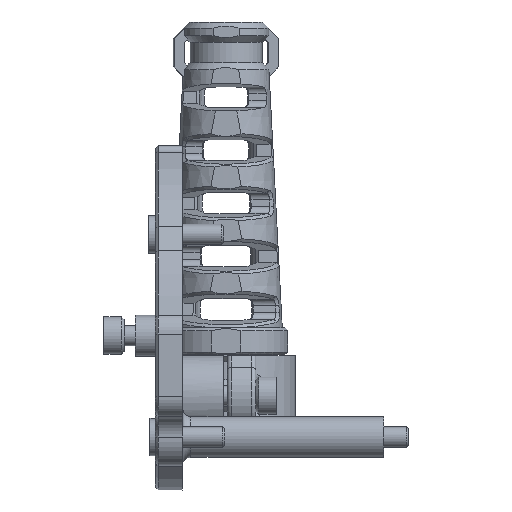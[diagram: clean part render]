
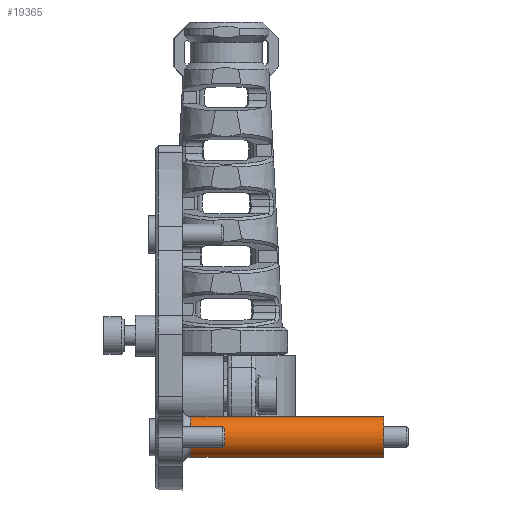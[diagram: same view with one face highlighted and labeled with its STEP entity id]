
A CAD part, left-side view. The second image highlights one B-rep face of the part: STEP entity #19365.
In plain terms, the highlighted cylindrical face has radius 3 mm (diameter 6 mm), a partial arc.
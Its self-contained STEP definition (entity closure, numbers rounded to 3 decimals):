
#1973=CYLINDRICAL_SURFACE('',#20971,3.);
#2836=FACE_OUTER_BOUND('',#4008,.T.);
#4008=EDGE_LOOP('',(#14703,#14704,#14705,#14706));
#5229=LINE('',#33710,#6358);
#5230=LINE('',#33713,#6359);
#6358=VECTOR('',#23725,10.);
#6359=VECTOR('',#23728,10.);
#7381=CIRCLE('',#20972,3.);
#7382=CIRCLE('',#20973,3.);
#8319=VERTEX_POINT('',#33706);
#8320=VERTEX_POINT('',#33707);
#8321=VERTEX_POINT('',#33709);
#8322=VERTEX_POINT('',#33711);
#10664=EDGE_CURVE('',#8319,#8320,#7381,.T.);
#10665=EDGE_CURVE('',#8321,#8319,#5229,.T.);
#10666=EDGE_CURVE('',#8322,#8321,#7382,.T.);
#10667=EDGE_CURVE('',#8320,#8322,#5230,.T.);
#14703=ORIENTED_EDGE('',*,*,#10664,.F.);
#14704=ORIENTED_EDGE('',*,*,#10665,.F.);
#14705=ORIENTED_EDGE('',*,*,#10666,.F.);
#14706=ORIENTED_EDGE('',*,*,#10667,.F.);
#19365=ADVANCED_FACE('',(#2836),#1973,.T.);
#20971=AXIS2_PLACEMENT_3D('',#33705,#23721,#23722);
#20972=AXIS2_PLACEMENT_3D('',#33708,#23723,#23724);
#20973=AXIS2_PLACEMENT_3D('',#33712,#23726,#23727);
#23721=DIRECTION('center_axis',(0.,-1.,0.));
#23722=DIRECTION('ref_axis',(-1.,0.,0.));
#23723=DIRECTION('center_axis',(0.,1.,0.));
#23724=DIRECTION('ref_axis',(-0.707,0.,-0.707));
#23725=DIRECTION('',(0.,1.,0.));
#23726=DIRECTION('center_axis',(0.,-1.,
0.));
#23727=DIRECTION('ref_axis',(0.,0.,-1.));
#23728=DIRECTION('',(0.,-1.,0.));
#33705=CARTESIAN_POINT('Origin',(37.559,41.925,-77.218));
#33706=CARTESIAN_POINT('',(40.528,36.701,-77.649));
#33707=CARTESIAN_POINT('',(37.128,36.701,-74.249));
#33708=CARTESIAN_POINT('Origin',(37.559,36.701,-77.218));
#33709=CARTESIAN_POINT('',(40.528,8.33,-77.649));
#33710=CARTESIAN_POINT('',(40.528,8.33,-77.649));
#33711=CARTESIAN_POINT('',(37.128,8.33,-74.249));
#33712=CARTESIAN_POINT('Origin',(37.559,8.33,-77.218));
#33713=CARTESIAN_POINT('',(37.128,36.701,-74.249));
